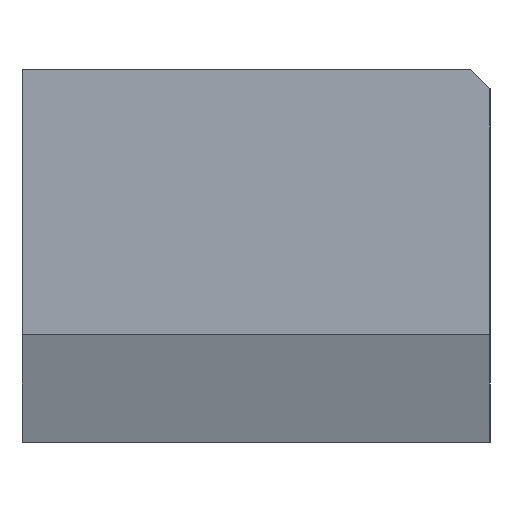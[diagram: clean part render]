
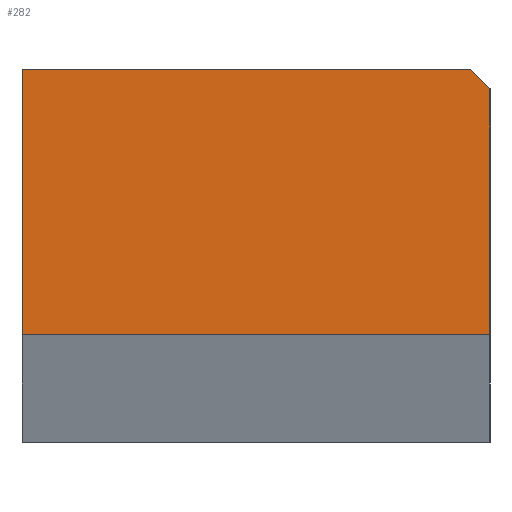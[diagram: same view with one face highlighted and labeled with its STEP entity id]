
A CAD part, left-side view. The second image highlights one B-rep face of the part: STEP entity #282.
In plain terms, the highlighted planar face has unit normal (-1, 0, 0).
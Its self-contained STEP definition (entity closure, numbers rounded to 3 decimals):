
#282=ADVANCED_FACE('NONE',(#679),#680,.F.);
#679=FACE_OUTER_BOUND('',#1180,.T.);
#680=PLANE('',#1181);
#1180=EDGE_LOOP('',(#2189,#2190,#2191,#2192,#2193));
#1181=AXIS2_PLACEMENT_3D('',#2194,#2195,#2196);
#2189=ORIENTED_EDGE('',*,*,#3135,.F.);
#2190=ORIENTED_EDGE('',*,*,#3507,.T.);
#2191=ORIENTED_EDGE('',*,*,#3508,.F.);
#2192=ORIENTED_EDGE('',*,*,#3396,.T.);
#2193=ORIENTED_EDGE('',*,*,#3509,.F.);
#2194=CARTESIAN_POINT('',(0.0,0.0,39.0));
#2195=DIRECTION('',(1.0,0.0,0.0));
#2196=DIRECTION('',(0.0,1.0,-0.0));
#3135=EDGE_CURVE('NONE',#3795,#3797,#3798,.T.);
#3396=EDGE_CURVE('NONE',#4316,#4314,#4317,.T.);
#3507=EDGE_CURVE('NONE',#3795,#4431,#4432,.T.);
#3508=EDGE_CURVE('NONE',#4316,#4431,#4433,.T.);
#3509=EDGE_CURVE('NONE',#3797,#4314,#4434,.T.);
#3795=VERTEX_POINT('NONE',#4741);
#3797=VERTEX_POINT('NONE',#4744);
#3798=LINE('',#4745,#4746);
#4314=VERTEX_POINT('NONE',#5518);
#4316=VERTEX_POINT('NONE',#5521);
#4317=LINE('',#5522,#5523);
#4431=VERTEX_POINT('NONE',#5707);
#4432=LINE('',#5708,#5709);
#4433=LINE('',#5710,#5711);
#4434=LINE('',#5712,#5713);
#4741=CARTESIAN_POINT('',(0.0,0.0,37.0));
#4744=CARTESIAN_POINT('',(0.0,0.0,11.25));
#4745=CARTESIAN_POINT('',(0.0,0.0,39.0));
#4746=VECTOR('',#6064,1000.0);
#5518=CARTESIAN_POINT('',(0.0,49.0,11.25));
#5521=CARTESIAN_POINT('',(0.0,49.0,39.0));
#5522=CARTESIAN_POINT('',(0.0,49.0,39.0));
#5523=VECTOR('',#6328,1000.0);
#5707=CARTESIAN_POINT('',(0.0,2.0,39.0));
#5708=CARTESIAN_POINT('',(0.0,2.0,39.0));
#5709=VECTOR('',#6417,1000.0);
#5710=CARTESIAN_POINT('',(0.0,0.0,39.0));
#5711=VECTOR('',#6418,1000.0);
#5712=CARTESIAN_POINT('',(0.0,0.0,11.25));
#5713=VECTOR('',#6419,1000.0);
#6064=DIRECTION('',(-0.0,-0.0,-1.0));
#6328=DIRECTION('',(-0.0,-0.0,-1.0));
#6417=DIRECTION('',(-0.0,0.707,0.707));
#6418=DIRECTION('',(-0.0,-1.0,-0.0));
#6419=DIRECTION('',(0.0,1.0,0.0));
